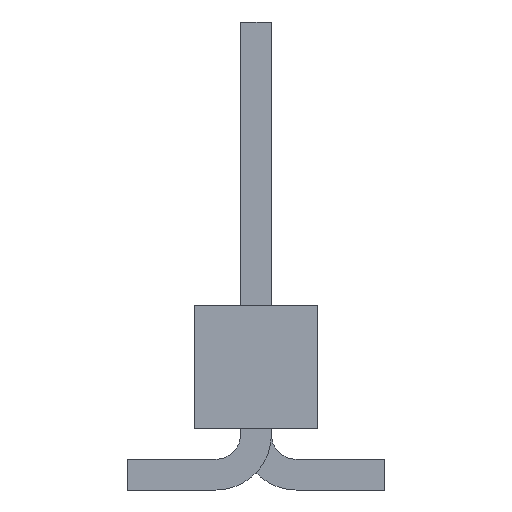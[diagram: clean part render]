
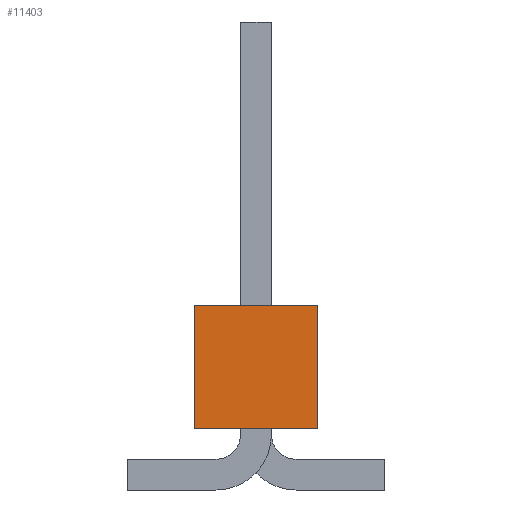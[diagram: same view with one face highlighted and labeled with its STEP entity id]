
A CAD part, left-side view. The second image highlights one B-rep face of the part: STEP entity #11403.
In plain terms, the highlighted face is planar.
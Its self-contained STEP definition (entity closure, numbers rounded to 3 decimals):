
#2492 = VERTEX_POINT('',#2493);
#2493 = CARTESIAN_POINT('',(46.99,1.27,1.27));
#2499 = EDGE_CURVE('',#2492,#2500,#2502,.T.);
#2500 = VERTEX_POINT('',#2501);
#2501 = CARTESIAN_POINT('',(46.99,1.27,-1.27));
#2502 = LINE('',#2503,#2504);
#2503 = CARTESIAN_POINT('',(46.99,1.27,1.27));
#2504 = VECTOR('',#2505,1.);
#2505 = DIRECTION('',(0.,0.,-1.));
#6054 = VERTEX_POINT('',#6055);
#6055 = CARTESIAN_POINT('',(46.99,-1.27,-1.27));
#6061 = EDGE_CURVE('',#6062,#6054,#6064,.T.);
#6062 = VERTEX_POINT('',#6063);
#6063 = CARTESIAN_POINT('',(46.99,-1.27,1.27));
#6064 = LINE('',#6065,#6066);
#6065 = CARTESIAN_POINT('',(46.99,-1.27,1.27));
#6066 = VECTOR('',#6067,1.);
#6067 = DIRECTION('',(0.,0.,-1.));
#8050 = EDGE_CURVE('',#2500,#6054,#8051,.T.);
#8051 = LINE('',#8052,#8053);
#8052 = CARTESIAN_POINT('',(46.99,1.27,-1.27));
#8053 = VECTOR('',#8054,1.);
#8054 = DIRECTION('',(0.,-1.,0.));
#8072 = EDGE_CURVE('',#2492,#6062,#8073,.T.);
#8073 = LINE('',#8074,#8075);
#8074 = CARTESIAN_POINT('',(46.99,1.27,1.27));
#8075 = VECTOR('',#8076,1.);
#8076 = DIRECTION('',(0.,-1.,0.));
#11403 = ADVANCED_FACE('',(#11404),#11410,.F.);
#11404 = FACE_BOUND('',#11405,.T.);
#11405 = EDGE_LOOP('',(#11406,#11407,#11408,#11409));
#11406 = ORIENTED_EDGE('',*,*,#6061,.T.);
#11407 = ORIENTED_EDGE('',*,*,#8050,.F.);
#11408 = ORIENTED_EDGE('',*,*,#2499,.F.);
#11409 = ORIENTED_EDGE('',*,*,#8072,.T.);
#11410 = PLANE('',#11411);
#11411 = AXIS2_PLACEMENT_3D('',#11412,#11413,#11414);
#11412 = CARTESIAN_POINT('',(46.99,1.27,1.27));
#11413 = DIRECTION('',(-1.,0.,0.));
#11414 = DIRECTION('',(0.,0.,1.));
